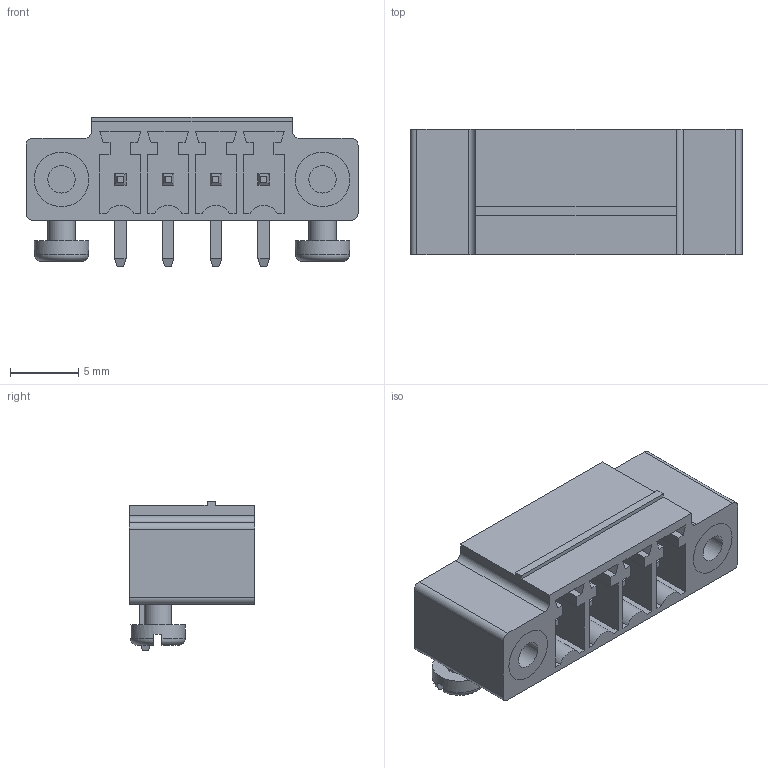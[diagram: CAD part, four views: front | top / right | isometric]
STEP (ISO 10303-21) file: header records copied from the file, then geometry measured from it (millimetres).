
FILE_DESCRIPTION(/* description */ ('model of PhoenixContact_MC-GF_04x3.50mm_Angled_ThreadedFlange_MountHole.'),/* implementation_level */ FILE_NAME(/* name */ 'PhoenixContact_MC-GF_04x3.50mm_Angled_ThreadedFlange_MountHole..stp',/* time_stamp */ '2017-02-24T00:18:17',/* author */ ('Rene Poeschl',''),/* organization */ (''),/* preprocessor_version */ '',/* originating_system */ '',/* authorisation */ '');
FILE_NAME(/* name */ 'PhoenixContact_MC-GF_04x3.50mm_Angled_ThreadedFlange_MountHole..stp',/* time_stamp */ '2017-02-24T00:18:17',/* author */ ('Rene Poeschl',''),/* organization */ (''),/* preprocessor_version */ '',/* originating_system */ '',/* authorisation */ '');
FILE_SCHEMA(('AUTOMOTIVE_DESIGN_CC2 { 1 2 10303 214 -1 1 5 4 }'));
Length unit declared in the file: millimetre
Products named in the file (1): MC_01x04_GF_3_5mm_MH
Bounding box: 24.3 x 9.2 x 10.95 mm (x, y, z)
Volume: 1134.6 mm3; surface area: 1733 mm2
Topology: 1 solids, 1 shells, 178 faces, 440 edges, 284 vertices
Faces by surface type: plane 158, cylinder 16, torus 4
Full cylindrical faces by diameter (mm): 2 x4, 4 x2
Entity records: 14504 total; most frequent: CARTESIAN_POINT 4431, DIRECTION 1594, LINE 1122, VECTOR 1122, ORIENTED_EDGE 880, PCURVE 880, DEFINITIONAL_REPRESENTATION 880, EDGE_CURVE 440
